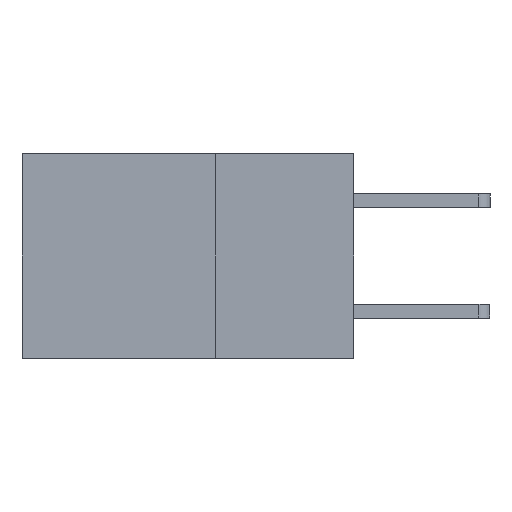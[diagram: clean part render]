
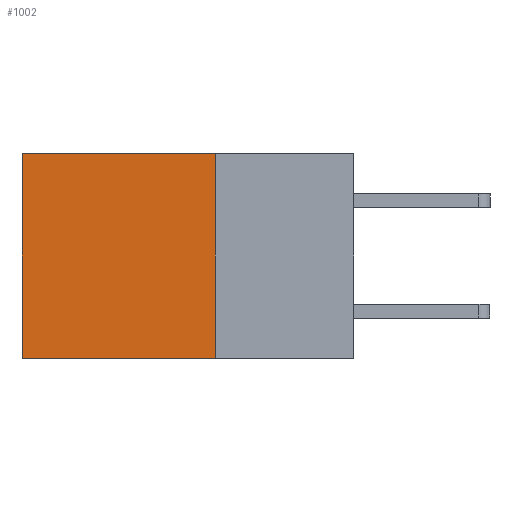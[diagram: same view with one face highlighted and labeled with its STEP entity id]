
A CAD part, left-side view. The second image highlights one B-rep face of the part: STEP entity #1002.
In plain terms, the highlighted planar face has unit normal (-1, 0, 0).
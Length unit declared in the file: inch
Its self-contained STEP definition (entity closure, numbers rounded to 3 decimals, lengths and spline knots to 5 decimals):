
#262 = CARTESIAN_POINT ( 'NONE',  ( 0.2875, 0.25, 0. ) ) ;
#550 = LINE ( 'NONE', #600, #10184 ) ;
#561 = ORIENTED_EDGE ( 'NONE', *, *, #10571, .T. ) ;
#600 = CARTESIAN_POINT ( 'NONE',  ( 0.2875, 0.6, 0. ) ) ;
#908 = EDGE_CURVE ( 'NONE', #1620, #4120, #7515, .T. ) ;
#1002 = ADVANCED_FACE ( 'NONE', ( #1136 ), #8637, .F. ) ;
#1042 = ORIENTED_EDGE ( 'NONE', *, *, #4194, .F. ) ;
#1136 = FACE_OUTER_BOUND ( 'NONE', #3252, .T. ) ;
#1620 = VERTEX_POINT ( 'NONE', #7658 ) ;
#2103 = CARTESIAN_POINT ( 'NONE',  ( 0.2875, 0.25, -0.37 ) ) ;
#2201 = DIRECTION ( 'NONE',  ( 0., 0., -1. ) ) ;
#2373 = ORIENTED_EDGE ( 'NONE', *, *, #908, .F. ) ;
#3146 = LINE ( 'NONE', #6630, #3222 ) ;
#3222 = VECTOR ( 'NONE', #10762, 39.37008 ) ;
#3252 = EDGE_LOOP ( 'NONE', ( #561, #1042, #2373, #6600 ) ) ;
#3447 = VECTOR ( 'NONE', #9273, 39.37008 ) ;
#3963 = CARTESIAN_POINT ( 'NONE',  ( 0.2875, 0.6, 0. ) ) ;
#4120 = VERTEX_POINT ( 'NONE', #2103 ) ;
#4160 = VERTEX_POINT ( 'NONE', #10033 ) ;
#4168 = AXIS2_PLACEMENT_3D ( 'NONE', #262, #7840, #5358 ) ;
#4194 = EDGE_CURVE ( 'NONE', #4120, #4160, #8235, .T. ) ;
#4376 = DIRECTION ( 'NONE',  ( 0., 0., -1. ) ) ;
#5208 = CARTESIAN_POINT ( 'NONE',  ( 0.2875, 0.25, 0. ) ) ;
#5358 = DIRECTION ( 'NONE',  ( 0., 0., -1. ) ) ;
#5945 = CARTESIAN_POINT ( 'NONE',  ( 0.2875, 0.25, -0.37 ) ) ;
#6600 = ORIENTED_EDGE ( 'NONE', *, *, #8892, .T. ) ;
#6630 = CARTESIAN_POINT ( 'NONE',  ( 0.2875, 0.25, 0. ) ) ;
#6694 = VERTEX_POINT ( 'NONE', #3963 ) ;
#7515 = LINE ( 'NONE', #5208, #8532 ) ;
#7658 = CARTESIAN_POINT ( 'NONE',  ( 0.2875, 0.25, 0. ) ) ;
#7840 = DIRECTION ( 'NONE',  ( 1., 0., 0. ) ) ;
#8235 = LINE ( 'NONE', #5945, #3447 ) ;
#8532 = VECTOR ( 'NONE', #4376, 39.37008 ) ;
#8637 = PLANE ( 'NONE',  #4168 ) ;
#8892 = EDGE_CURVE ( 'NONE', #1620, #6694, #3146, .T. ) ;
#9273 = DIRECTION ( 'NONE',  ( 0., 1., 0. ) ) ;
#10033 = CARTESIAN_POINT ( 'NONE',  ( 0.2875, 0.6, -0.37 ) ) ;
#10184 = VECTOR ( 'NONE', #2201, 39.37008 ) ;
#10571 = EDGE_CURVE ( 'NONE', #6694, #4160, #550, .T. ) ;
#10762 = DIRECTION ( 'NONE',  ( 0., 1., 0. ) ) ;
